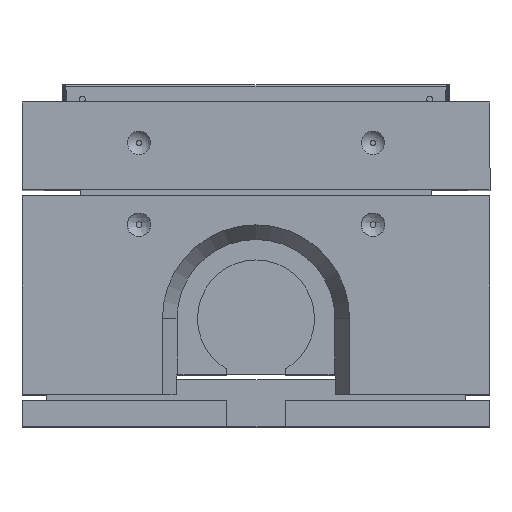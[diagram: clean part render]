
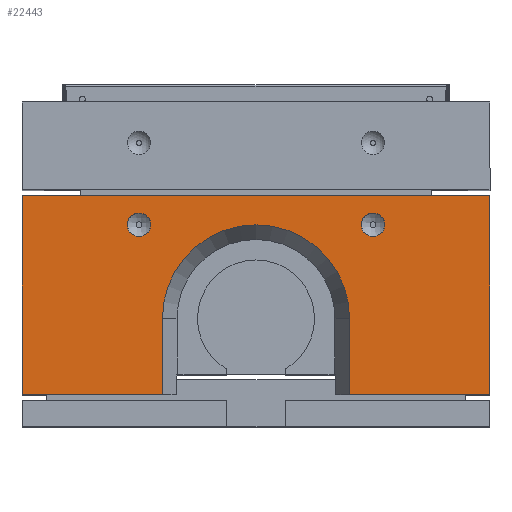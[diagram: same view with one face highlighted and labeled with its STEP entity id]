
A CAD part, top view. The second image highlights one B-rep face of the part: STEP entity #22443.
In plain terms, the highlighted planar face has unit normal (0, 0, 1).
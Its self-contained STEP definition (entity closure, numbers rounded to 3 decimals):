
#372 = CARTESIAN_POINT ( 'NONE',  ( 0., 185., 400. ) ) ;
#455 = VECTOR ( 'NONE', #14310, 1000. ) ;
#467 = CARTESIAN_POINT ( 'NONE',  ( -400., 430., 400. ) ) ;
#507 = CARTESIAN_POINT ( 'NONE',  ( 400., 430., 400. ) ) ;
#664 = EDGE_CURVE ( 'NONE', #3685, #15927, #15165, .T. ) ;
#668 = DIRECTION ( 'NONE',  ( -1., 0., 0. ) ) ;
#992 = DIRECTION ( 'NONE',  ( 1., 0., 0. ) ) ;
#1454 = CARTESIAN_POINT ( 'NONE',  ( 220., 345., 400. ) ) ;
#1503 = VERTEX_POINT ( 'NONE', #18775 ) ;
#1752 = EDGE_LOOP ( 'NONE', ( #25224, #17536, #5020, #4055, #19054, #10777, #21474, #23152 ) ) ;
#2209 = VERTEX_POINT ( 'NONE', #10932 ) ;
#2219 = VERTEX_POINT ( 'NONE', #1454 ) ;
#2785 = DIRECTION ( 'NONE',  ( 0., 0., -1. ) ) ;
#2876 = VERTEX_POINT ( 'NONE', #12514 ) ;
#3053 = ORIENTED_EDGE ( 'NONE', *, *, #16208, .F. ) ;
#3199 = DIRECTION ( 'NONE',  ( 0., 0., 1. ) ) ;
#3410 = DIRECTION ( 'NONE',  ( 0., 1., 0. ) ) ;
#3685 = VERTEX_POINT ( 'NONE', #8876 ) ;
#3935 = FACE_OUTER_BOUND ( 'NONE', #1752, .T. ) ;
#4055 = ORIENTED_EDGE ( 'NONE', *, *, #10255, .F. ) ;
#4093 = DIRECTION ( 'NONE',  ( 0., 0., 1. ) ) ;
#4753 = DIRECTION ( 'NONE',  ( 1., 0., 0. ) ) ;
#4759 = CARTESIAN_POINT ( 'NONE',  ( -160., -65., 400. ) ) ;
#4909 = VECTOR ( 'NONE', #3410, 1000. ) ;
#4915 = DIRECTION ( 'NONE',  ( 0., 0., 1. ) ) ;
#5020 = ORIENTED_EDGE ( 'NONE', *, *, #18148, .T. ) ;
#5451 = CARTESIAN_POINT ( 'NONE',  ( 400., 55., 400. ) ) ;
#5846 = EDGE_CURVE ( 'NONE', #2219, #2219, #7868, .T. ) ;
#5971 = CIRCLE ( 'NONE', #20718, 160. ) ;
#6459 = FACE_BOUND ( 'NONE', #19455, .T. ) ;
#6865 = CARTESIAN_POINT ( 'NONE',  ( 400., 55., 400. ) ) ;
#6959 = LINE ( 'NONE', #10000, #11605 ) ;
#7072 = ORIENTED_EDGE ( 'NONE', *, *, #5846, .F. ) ;
#7145 = CARTESIAN_POINT ( 'NONE',  ( 160., 185., 400. ) ) ;
#7410 = DIRECTION ( 'NONE',  ( 1., 0., 0. ) ) ;
#7430 = EDGE_LOOP ( 'NONE', ( #7072 ) ) ;
#7654 = AXIS2_PLACEMENT_3D ( 'NONE', #24248, #2785, #668 ) ;
#7868 = CIRCLE ( 'NONE', #8215, 20. ) ;
#8215 = AXIS2_PLACEMENT_3D ( 'NONE', #10920, #3199, #992 ) ;
#8473 = CARTESIAN_POINT ( 'NONE',  ( 400., 395., 400. ) ) ;
#8876 = CARTESIAN_POINT ( 'NONE',  ( -400., 55., 400. ) ) ;
#9555 = VERTEX_POINT ( 'NONE', #13680 ) ;
#9804 = EDGE_CURVE ( 'NONE', #2209, #1503, #5971, .T. ) ;
#10000 = CARTESIAN_POINT ( 'NONE',  ( 400., 395., 400. ) ) ;
#10156 = CIRCLE ( 'NONE', #12279, 20. ) ;
#10255 = EDGE_CURVE ( 'NONE', #22167, #22696, #16205, .T. ) ;
#10777 = ORIENTED_EDGE ( 'NONE', *, *, #16506, .T. ) ;
#10920 = CARTESIAN_POINT ( 'NONE',  ( 200., 345., 400. ) ) ;
#10932 = CARTESIAN_POINT ( 'NONE',  ( 160., 185., 400. ) ) ;
#11605 = VECTOR ( 'NONE', #14241, 1000. ) ;
#11767 = EDGE_CURVE ( 'NONE', #2876, #2209, #20689, .T. ) ;
#12279 = AXIS2_PLACEMENT_3D ( 'NONE', #16625, #4915, #4753 ) ;
#12349 = FACE_BOUND ( 'NONE', #7430, .T. ) ;
#12514 = CARTESIAN_POINT ( 'NONE',  ( 160., 55., 400. ) ) ;
#12563 = DIRECTION ( 'NONE',  ( 0., -1., 0. ) ) ;
#13680 = CARTESIAN_POINT ( 'NONE',  ( -180., 345., 400. ) ) ;
#14095 = DIRECTION ( 'NONE',  ( 0., -1., 0. ) ) ;
#14147 = LINE ( 'NONE', #467, #24294 ) ;
#14225 = LINE ( 'NONE', #4759, #18844 ) ;
#14241 = DIRECTION ( 'NONE',  ( 1., 0., 0. ) ) ;
#14310 = DIRECTION ( 'NONE',  ( 0., -1., 0. ) ) ;
#14370 = VECTOR ( 'NONE', #16398, 1000. ) ;
#15165 = LINE ( 'NONE', #25411, #18261 ) ;
#15927 = VERTEX_POINT ( 'NONE', #21341 ) ;
#16205 = LINE ( 'NONE', #507, #455 ) ;
#16208 = EDGE_CURVE ( 'NONE', #9555, #9555, #10156, .T. ) ;
#16398 = DIRECTION ( 'NONE',  ( 1., 0., 0. ) ) ;
#16506 = EDGE_CURVE ( 'NONE', #24865, #3685, #14147, .T. ) ;
#16625 = CARTESIAN_POINT ( 'NONE',  ( -200., 345., 400. ) ) ;
#17536 = ORIENTED_EDGE ( 'NONE', *, *, #11767, .F. ) ;
#17864 = DIRECTION ( 'NONE',  ( 1., 0., 0. ) ) ;
#17899 = CARTESIAN_POINT ( 'NONE',  ( -400., 395., 400. ) ) ;
#17980 = EDGE_CURVE ( 'NONE', #24865, #22167, #6959, .T. ) ;
#18148 = EDGE_CURVE ( 'NONE', #2876, #22696, #25412, .T. ) ;
#18261 = VECTOR ( 'NONE', #7410, 1000. ) ;
#18435 = PLANE ( 'NONE',  #7654 ) ;
#18775 = CARTESIAN_POINT ( 'NONE',  ( -160., 185., 400. ) ) ;
#18844 = VECTOR ( 'NONE', #12563, 1000. ) ;
#19054 = ORIENTED_EDGE ( 'NONE', *, *, #17980, .F. ) ;
#19455 = EDGE_LOOP ( 'NONE', ( #3053 ) ) ;
#20275 = EDGE_CURVE ( 'NONE', #1503, #15927, #14225, .T. ) ;
#20689 = LINE ( 'NONE', #7145, #4909 ) ;
#20718 = AXIS2_PLACEMENT_3D ( 'NONE', #372, #4093, #17864 ) ;
#21341 = CARTESIAN_POINT ( 'NONE',  ( -160., 55., 400. ) ) ;
#21474 = ORIENTED_EDGE ( 'NONE', *, *, #664, .T. ) ;
#22167 = VERTEX_POINT ( 'NONE', #8473 ) ;
#22443 = ADVANCED_FACE ( 'NONE', ( #12349, #6459, #3935 ), #18435, .F. ) ;
#22696 = VERTEX_POINT ( 'NONE', #5451 ) ;
#23152 = ORIENTED_EDGE ( 'NONE', *, *, #20275, .F. ) ;
#24248 = CARTESIAN_POINT ( 'NONE',  ( 400., 430., 400. ) ) ;
#24294 = VECTOR ( 'NONE', #14095, 1000. ) ;
#24865 = VERTEX_POINT ( 'NONE', #17899 ) ;
#25224 = ORIENTED_EDGE ( 'NONE', *, *, #9804, .F. ) ;
#25411 = CARTESIAN_POINT ( 'NONE',  ( 400., 55., 400. ) ) ;
#25412 = LINE ( 'NONE', #6865, #14370 ) ;
